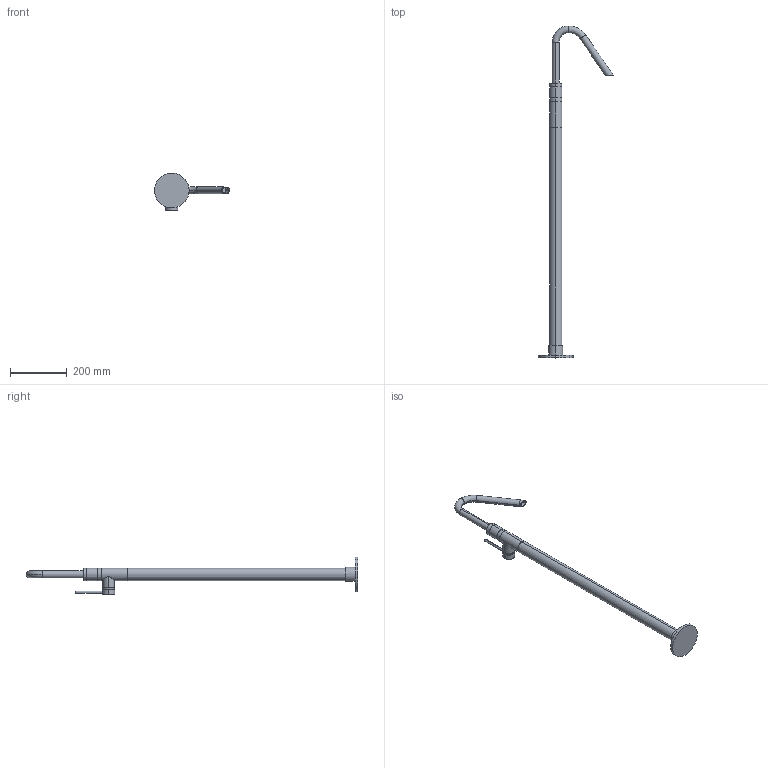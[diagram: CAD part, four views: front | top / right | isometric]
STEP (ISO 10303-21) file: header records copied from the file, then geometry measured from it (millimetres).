
FILE_DESCRIPTION (( 'STEP AP214' ), '1' );
FILE_NAME ('9154.STEP', '2023-10-06T15:02:15', ( '' ), ( '' ), 'SwSTEP 2.0', 'SolidWorks 2018', '' );
FILE_SCHEMA (( 'AUTOMOTIVE_DESIGN' ));
Length unit declared in the file: millimetre
Products named in the file (1): 9154
Bounding box: 266.38 x 1175.2 x 134.5 mm (x, y, z)
Surface area: 206479.9 mm2 (no closed solid volume)
Topology: 0 solids, 6 shells, 52 faces, 123 edges, 86 vertices
Faces by surface type: cylinder 28, plane 18, torus 4, bspline 2
Entity records: 2339 total; most frequent: CARTESIAN_POINT 498, DIRECTION 291, ORIENTED_EDGE 228, AXIS2_PLACEMENT_3D 130, EDGE_CURVE 123, VERTEX_POINT 86, CIRCLE 79, EDGE_LOOP 64
